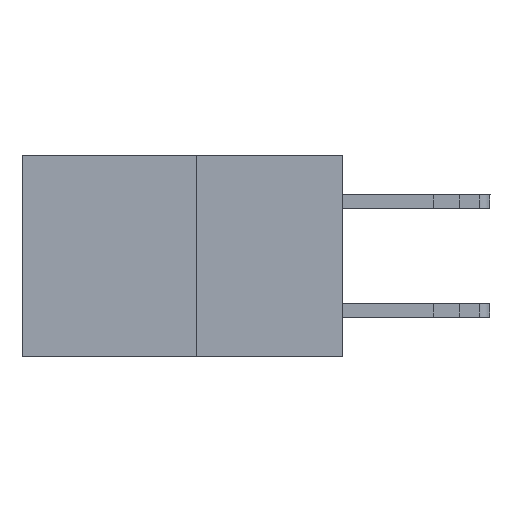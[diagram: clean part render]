
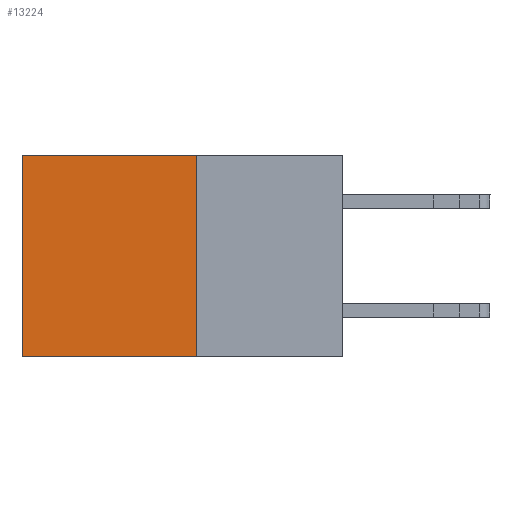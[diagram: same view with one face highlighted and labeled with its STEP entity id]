
A CAD part, left-side view. The second image highlights one B-rep face of the part: STEP entity #13224.
In plain terms, the highlighted planar face has unit normal (-1, 0, 0).
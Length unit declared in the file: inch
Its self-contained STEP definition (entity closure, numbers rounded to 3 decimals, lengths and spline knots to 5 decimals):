
#379 = LINE ( 'NONE', #5722, #16912 ) ;
#2417 = CARTESIAN_POINT ( 'NONE',  ( 0.277, 0.59, 0. ) ) ;
#2797 = ORIENTED_EDGE ( 'NONE', *, *, #17502, .T. ) ;
#3522 = VECTOR ( 'NONE', #13568, 39.37008 ) ;
#3556 = AXIS2_PLACEMENT_3D ( 'NONE', #13798, #12031, #10262 ) ;
#5518 = VERTEX_POINT ( 'NONE', #18027 ) ;
#5722 = CARTESIAN_POINT ( 'NONE',  ( 0.277, 0.27, -0.37 ) ) ;
#6537 = LINE ( 'NONE', #17418, #8443 ) ;
#6592 = PLANE ( 'NONE',  #3556 ) ;
#7013 = VECTOR ( 'NONE', #8158, 39.37008 ) ;
#7795 = CARTESIAN_POINT ( 'NONE',  ( 0.277, 0.59, -0.37 ) ) ;
#8158 = DIRECTION ( 'NONE',  ( 0., 0., -1. ) ) ;
#8443 = VECTOR ( 'NONE', #15516, 39.37008 ) ;
#9629 = VERTEX_POINT ( 'NONE', #2417 ) ;
#10016 = EDGE_CURVE ( 'NONE', #22008, #12964, #379, .T. ) ;
#10262 = DIRECTION ( 'NONE',  ( 0., 0., -1. ) ) ;
#10862 = EDGE_CURVE ( 'NONE', #5518, #9629, #6537, .T. ) ;
#11164 = EDGE_LOOP ( 'NONE', ( #2797, #11982, #11368, #18986 ) ) ;
#11368 = ORIENTED_EDGE ( 'NONE', *, *, #15731, .F. ) ;
#11982 = ORIENTED_EDGE ( 'NONE', *, *, #10016, .F. ) ;
#12031 = DIRECTION ( 'NONE',  ( 1., 0., 0. ) ) ;
#12932 = DIRECTION ( 'NONE',  ( 0., 1., 0. ) ) ;
#12964 = VERTEX_POINT ( 'NONE', #7795 ) ;
#13224 = ADVANCED_FACE ( 'NONE', ( #14262 ), #6592, .F. ) ;
#13453 = LINE ( 'NONE', #13792, #3522 ) ;
#13568 = DIRECTION ( 'NONE',  ( 0., 0., -1. ) ) ;
#13792 = CARTESIAN_POINT ( 'NONE',  ( 0.277, 0.59, -0.37 ) ) ;
#13798 = CARTESIAN_POINT ( 'NONE',  ( 0.277, 0.27, -0.37 ) ) ;
#14262 = FACE_OUTER_BOUND ( 'NONE', #11164, .T. ) ;
#15230 = LINE ( 'NONE', #22486, #7013 ) ;
#15516 = DIRECTION ( 'NONE',  ( 0., 1., 0. ) ) ;
#15731 = EDGE_CURVE ( 'NONE', #5518, #22008, #15230, .T. ) ;
#15948 = CARTESIAN_POINT ( 'NONE',  ( 0.277, 0.27, -0.37 ) ) ;
#16912 = VECTOR ( 'NONE', #12932, 39.37008 ) ;
#17418 = CARTESIAN_POINT ( 'NONE',  ( 0.277, 0.27, 0. ) ) ;
#17502 = EDGE_CURVE ( 'NONE', #9629, #12964, #13453, .T. ) ;
#18027 = CARTESIAN_POINT ( 'NONE',  ( 0.277, 0.27, 0. ) ) ;
#18986 = ORIENTED_EDGE ( 'NONE', *, *, #10862, .T. ) ;
#22008 = VERTEX_POINT ( 'NONE', #15948 ) ;
#22486 = CARTESIAN_POINT ( 'NONE',  ( 0.277, 0.27, -0.37 ) ) ;
